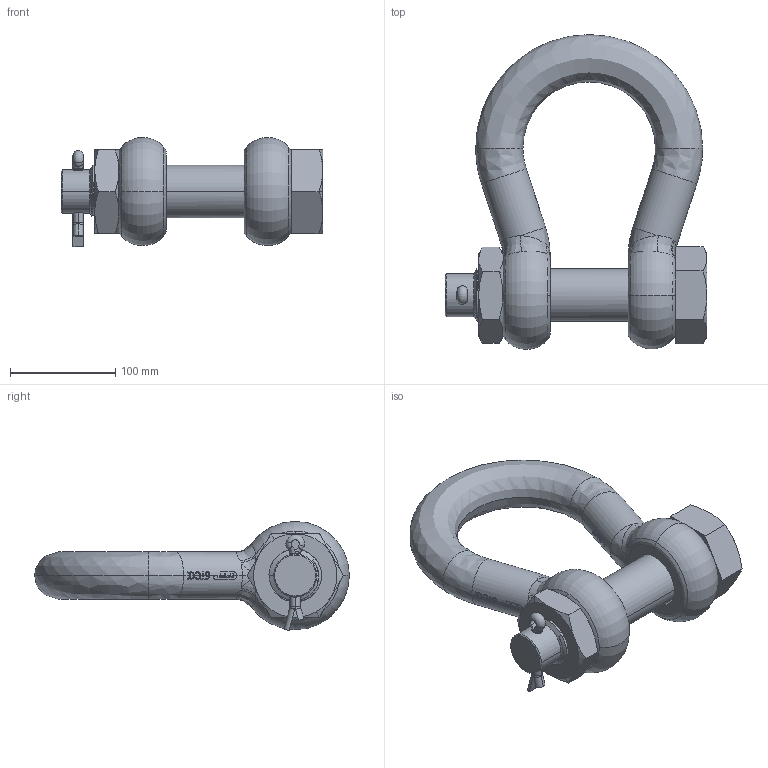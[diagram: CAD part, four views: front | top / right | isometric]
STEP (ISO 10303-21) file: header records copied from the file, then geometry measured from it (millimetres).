
FILE_DESCRIPTION (( 'STEP AP203' ), '1' );
FILE_NAME ('GPGHMB45.step', '2009-08-07T11:09:33', ( '.' ), ( '.' ), 'SwSTEP 2.0', 'SolidWorks 2009', '' );
FILE_SCHEMA (( 'CONFIG_CONTROL_DESIGN' ));
Length unit declared in the file: millimetre
Products named in the file (5): 25_1; GPGHMB45; 25_4; 25_3; 25_2
Assembly tree (4 placements, depth 2):
  GPGHMB45
    25_4
    25_3
    25_2
    25_1
Bounding box: 249 x 299.5 x 103.87 mm (x, y, z)
Volume: 1846631.6 mm3; surface area: 199688.1 mm2
Topology: 4 solids, 4 shells, 787 faces, 2180 edges, 1417 vertices
Faces by surface type: bspline 319, plane 309, cylinder 121, cone 28, torus 10
Entity records: 37738 total; most frequent: CARTESIAN_POINT 20248, ORIENTED_EDGE 4344, DIRECTION 2289, EDGE_CURVE 2172, VERTEX_POINT 1417, VECTOR 1017, LINE 1017, EDGE_LOOP 819
